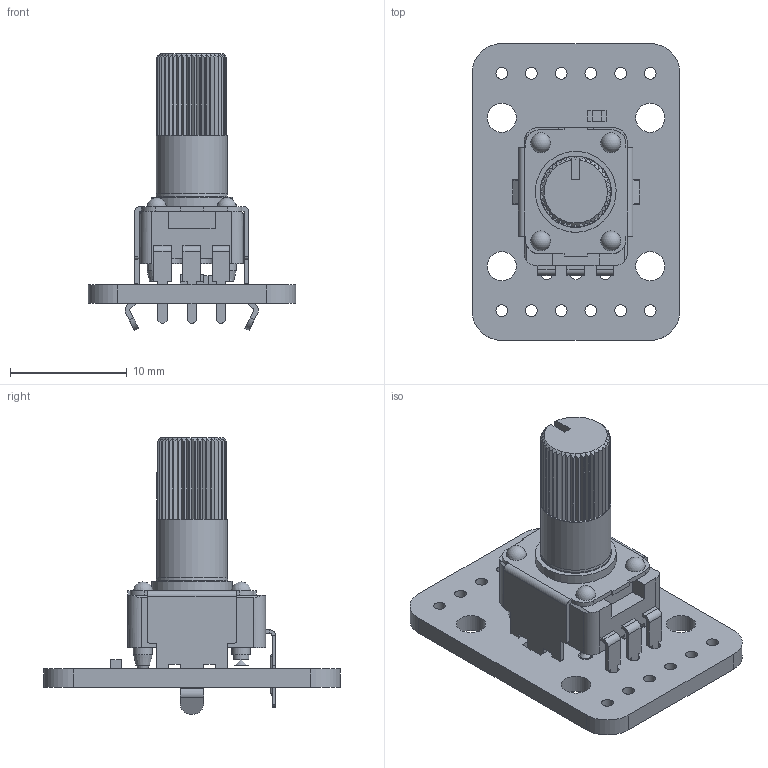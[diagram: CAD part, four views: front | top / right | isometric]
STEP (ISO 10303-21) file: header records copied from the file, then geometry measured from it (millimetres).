
FILE_DESCRIPTION(/* description */ (''),/* implementation_level */ '2;1');
FILE_NAME(/* name */ 'PCB Component.step',/* time_stamp */ '2025-08-15T15:20:05-04:00',/* author */ (''),/* organization */ (''),/* preprocessor_version */ 'ST-DEVELOPER v20.1',/* originating_system */ 'Autodesk Translation Framework v14.10.0.0',/* authorisation */ '');
FILE_SCHEMA (('AUTOMOTIVE_DESIGN { 1 0 10303 214 3 1 1 }'));
Length unit declared in the file: millimetre
Products named in the file (5): PCB Component; Board; RK09K1130D62; SK6812-3535; 1uF
Assembly tree (4 placements, depth 2):
  PCB Component
    Board
    RK09K1130D62
    SK6812-3535
    1uF
Bounding box: 17.78 x 25.4 x 23.7 mm (x, y, z)
Volume: 1563.6 mm3; surface area: 2187.1 mm2
Topology: 9 solids, 9 shells, 473 faces, 1272 edges, 837 vertices
Faces by surface type: plane 315, cylinder 135, cone 13, sphere 10
Full cylindrical faces by diameter (mm): 1 x15, 1.19 x1, 1.3 x2, 1.6 x2, 1.64 x2, 2.5 x4, 6.05 x1, 6.11 x1, 6.92 x1
Entity records: 15391 total; most frequent: CARTESIAN_POINT 2751, ORIENTED_EDGE 2536, DIRECTION 2456, EDGE_CURVE 1268, LINE 884, VECTOR 884, VERTEX_POINT 837, AXIS2_PLACEMENT_3D 786
